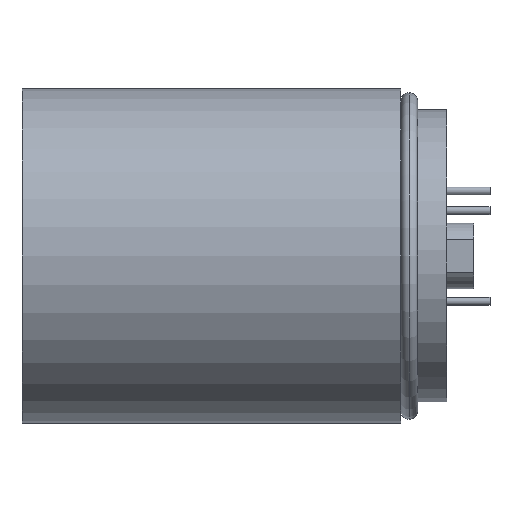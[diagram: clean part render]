
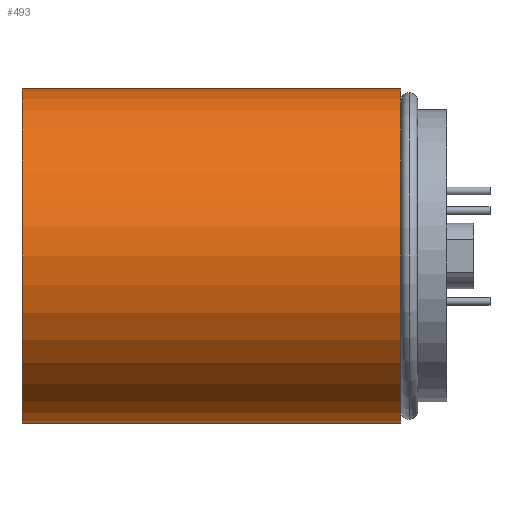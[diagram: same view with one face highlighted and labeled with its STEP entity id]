
A CAD part, left-side view. The second image highlights one B-rep face of the part: STEP entity #493.
In plain terms, the highlighted cylindrical face has radius 15 mm (diameter 30 mm), a partial arc.
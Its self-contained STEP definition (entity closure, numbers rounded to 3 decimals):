
#9 = DIRECTION ( 'NONE',  ( 0., -1., 0. ) ) ;
#34 = EDGE_LOOP ( 'NONE', ( #161, #822, #1613, #1001 ) ) ;
#62 = CARTESIAN_POINT ( 'NONE',  ( 0., 34., 0. ) ) ;
#95 = EDGE_CURVE ( 'NONE', #1079, #1021, #481, .T. ) ;
#153 = CARTESIAN_POINT ( 'NONE',  ( 0., 0., 15. ) ) ;
#161 = ORIENTED_EDGE ( 'NONE', *, *, #230, .F. ) ;
#230 = EDGE_CURVE ( 'NONE', #1021, #1372, #944, .T. ) ;
#234 = VERTEX_POINT ( 'NONE', #403 ) ;
#330 = DIRECTION ( 'NONE',  ( 0., -1., 0. ) ) ;
#341 = VECTOR ( 'NONE', #9, 1000. ) ;
#403 = CARTESIAN_POINT ( 'NONE',  ( 0., 0., -15. ) ) ;
#449 = CYLINDRICAL_SURFACE ( 'NONE', #630, 15. ) ;
#463 = CARTESIAN_POINT ( 'NONE',  ( 0., 34., 15. ) ) ;
#468 = CARTESIAN_POINT ( 'NONE',  ( 0., 34., 0. ) ) ;
#481 = CIRCLE ( 'NONE', #1511, 15. ) ;
#493 = ADVANCED_FACE ( 'NONE', ( #1610 ), #449, .T. ) ;
#553 = DIRECTION ( 'NONE',  ( 0., -1., 0. ) ) ;
#624 = DIRECTION ( 'NONE',  ( 0., 0., -1. ) ) ;
#630 = AXIS2_PLACEMENT_3D ( 'NONE', #468, #330, #624 ) ;
#678 = CARTESIAN_POINT ( 'NONE',  ( 0., 0., 0. ) ) ;
#681 = EDGE_CURVE ( 'NONE', #234, #1372, #864, .T. ) ;
#757 = CARTESIAN_POINT ( 'NONE',  ( 0., 34., -15. ) ) ;
#776 = AXIS2_PLACEMENT_3D ( 'NONE', #678, #1685, #813 ) ;
#813 = DIRECTION ( 'NONE',  ( 0., 0., 1. ) ) ;
#822 = ORIENTED_EDGE ( 'NONE', *, *, #95, .F. ) ;
#864 = CIRCLE ( 'NONE', #776, 15. ) ;
#879 = CARTESIAN_POINT ( 'NONE',  ( 0., 34., -15. ) ) ;
#944 = LINE ( 'NONE', #1425, #1713 ) ;
#1001 = ORIENTED_EDGE ( 'NONE', *, *, #681, .T. ) ;
#1021 = VERTEX_POINT ( 'NONE', #463 ) ;
#1079 = VERTEX_POINT ( 'NONE', #757 ) ;
#1372 = VERTEX_POINT ( 'NONE', #153 ) ;
#1394 = EDGE_CURVE ( 'NONE', #1079, #234, #1449, .T. ) ;
#1425 = CARTESIAN_POINT ( 'NONE',  ( 0., 34., 15. ) ) ;
#1449 = LINE ( 'NONE', #879, #341 ) ;
#1511 = AXIS2_PLACEMENT_3D ( 'NONE', #62, #1823, #1693 ) ;
#1610 = FACE_OUTER_BOUND ( 'NONE', #34, .T. ) ;
#1613 = ORIENTED_EDGE ( 'NONE', *, *, #1394, .T. ) ;
#1685 = DIRECTION ( 'NONE',  ( 0., 1., 0. ) ) ;
#1693 = DIRECTION ( 'NONE',  ( 0., 0., 1. ) ) ;
#1713 = VECTOR ( 'NONE', #553, 1000. ) ;
#1823 = DIRECTION ( 'NONE',  ( 0., 1., 0. ) ) ;
